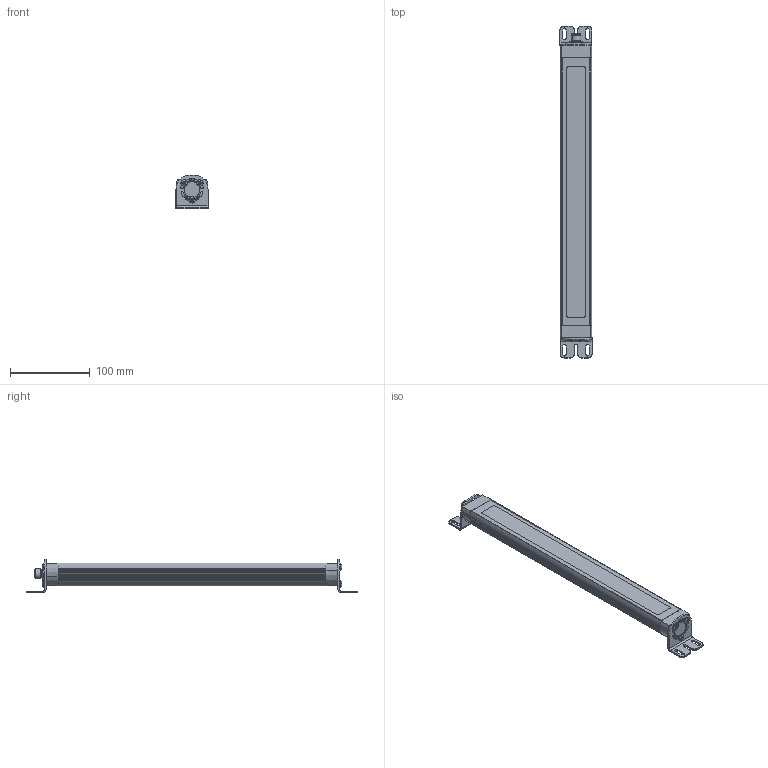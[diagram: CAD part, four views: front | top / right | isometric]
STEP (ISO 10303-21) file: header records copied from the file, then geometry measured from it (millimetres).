
FILE_DESCRIPTION(('CATIA V5 STEP Exchange','CAx-IF Rec.Pracs.--- Model Styling and Organization---1.4--- 2014-01-23'),'2;1');
FILE_NAME ('1483033-1_0', '2022-11-04T10:12:04+00:00', ('none'), ('Weidmueller'), 'CATIA Version 5-6 Release 2016 SP3 HF44', 'CATIA V5 STEP AP214', 'none');
FILE_SCHEMA(('AUTOMOTIVE_DESIGN { 1 0 10303 214 1 1 1 1 }'));
Length unit declared in the file: millimetre
Products named in the file (1): 2899570000
Bounding box: 40.01 x 415 x 42 mm (x, y, z)
Volume: 338489.3 mm3; surface area: 76835.5 mm2
Topology: 9 solids, 9 shells, 1216 faces, 3538 edges, 2298 vertices
Faces by surface type: cylinder 531, plane 372, cone 196, bspline 63, torus 38, sphere 16
Entity records: 43172 total; most frequent: CARTESIAN_POINT 13552, ORIENTED_EDGE 7012, DIRECTION 4718, EDGE_CURVE 3506, AXIS2_PLACEMENT_3D 2451, VERTEX_POINT 2298, CIRCLE 1333, EDGE_LOOP 1290
